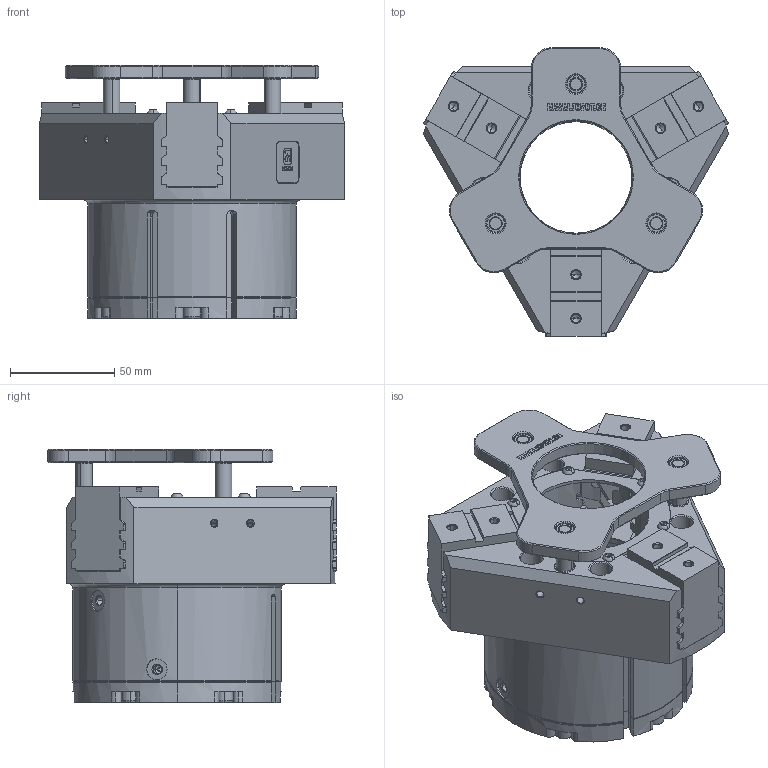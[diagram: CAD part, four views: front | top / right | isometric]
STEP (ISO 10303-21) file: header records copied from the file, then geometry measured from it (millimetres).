
FILE_DESCRIPTION (( 'STEP AP203' ), '1' );
FILE_NAME ('中空三爪D50.STEP', '2019-01-24T06:47:22', ( 'User' ), ( 'Microsoft' ), 'SwSTEP 2.0', 'SolidWorks 2015', '' );
FILE_SCHEMA (( 'CONFIG_CONTROL_DESIGN' ));
Length unit declared in the file: millimetre
Products named in the file (14): 小型中空三爪主体D50; LOGOﾅﾆ; 小型中空三爪滑块; hexagon socket head cap screws gb_GB_FASTENER_SCREWS_HSHCS M5X20-N; 小型中空三爪后盖; hexagon socket button head screws gb_GB_SOCKET_TYPE7 M3X6-N; 中空三爪推料板-D50; 迠蹋啣傍杶; LOGOﾅﾆ-ﾖﾐｿﾕ-; 中空三爪D50; 梓齪厙硊; 迠蹋啣粟銅D55; 迠蹋啣絳翐; 迠蹋啣蹟隊
Assembly tree (31 placements, depth 2):
  中空三爪D50
    小型中空三爪主体D50
    小型中空三爪滑块  x3
    小型中空三爪后盖
    中空三爪推料板-D50
    LOGOﾅﾆ-ﾖﾐｿﾕ-
    梓齪厙硊
    迠蹋啣粟銅D55
    迠蹋啣絳翐  x3
    迠蹋啣蹟隊  x3
    LOGOﾅﾆ
    hexagon socket head cap screws gb_GB_FASTENER_SCREWS_HSHCS M5X20-N  x6
    hexagon socket button head screws gb_GB_SOCKET_TYPE7 M3X6-N  x6
    迠蹋啣傍杶  x3
Bounding box: 146.65 x 138.29 x 121.49 mm (x, y, z)
Volume: 558266 mm3; surface area: 182610 mm2
Topology: 31 solids, 31 shells, 1818 faces, 4491 edges, 2797 vertices
Faces by surface type: plane 929, cylinder 396, cone 321, bspline 102, torus 58, sphere 12
Entity records: 48751 total; most frequent: CARTESIAN_POINT 15464, ORIENTED_EDGE 6558, DIRECTION 6389, EDGE_CURVE 3279, AXIS2_PLACEMENT_3D 2168, VERTEX_POINT 2085, VECTOR 2053, LINE 2053
